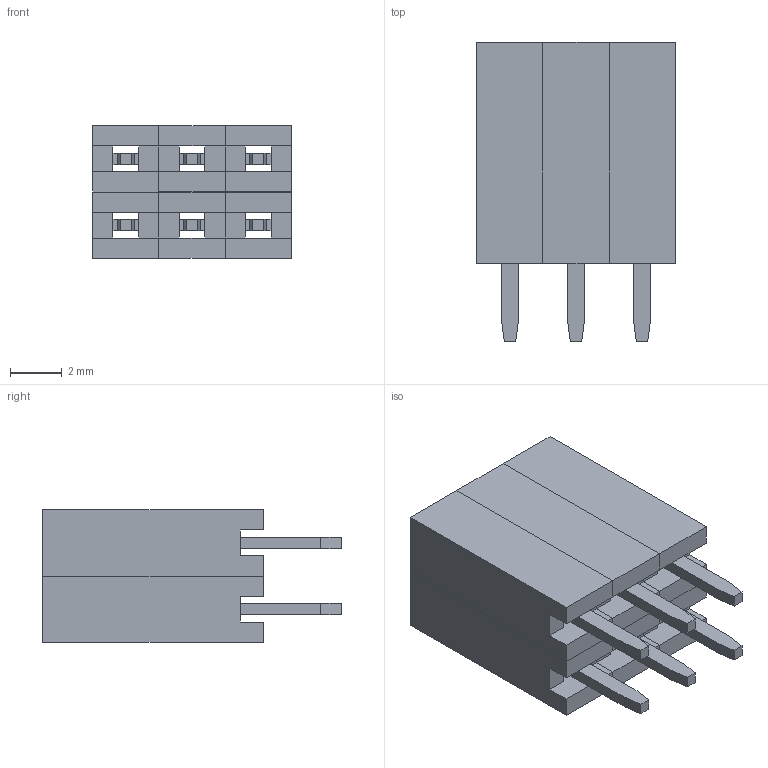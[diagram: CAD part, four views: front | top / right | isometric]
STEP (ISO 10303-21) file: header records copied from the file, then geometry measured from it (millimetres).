
FILE_DESCRIPTION (( 'STEP AP214' ), '1' );
FILE_NAME ('PBS2-3.STEP', '2022-10-04T10:36:55', ( '' ), ( '' ), 'SwSTEP 2.0', 'SolidWorks 2017', '' );
FILE_SCHEMA (( 'AUTOMOTIVE_DESIGN' ));
Length unit declared in the file: millimetre
Products named in the file (2): PBS2-3; Buchsenleiste_Standard
Assembly tree (6 placements, depth 2):
  PBS2-3
    Buchsenleiste_Standard  x6
Bounding box: 7.62 x 11.5 x 5.08 mm (x, y, z)
Volume: 181.7 mm3; surface area: 1087.3 mm2
Topology: 6 solids, 6 shells, 282 faces, 798 edges, 516 vertices
Faces by surface type: plane 246, cylinder 36
Entity records: 2126 total; most frequent: CARTESIAN_POINT 275, ORIENTED_EDGE 266, DIRECTION 257, EDGE_CURVE 133, VECTOR 121, LINE 121, VERTEX_POINT 86, AXIS2_PLACEMENT_3D 68
